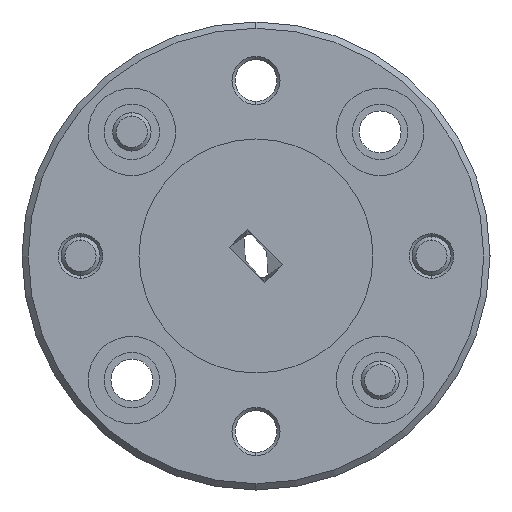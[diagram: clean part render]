
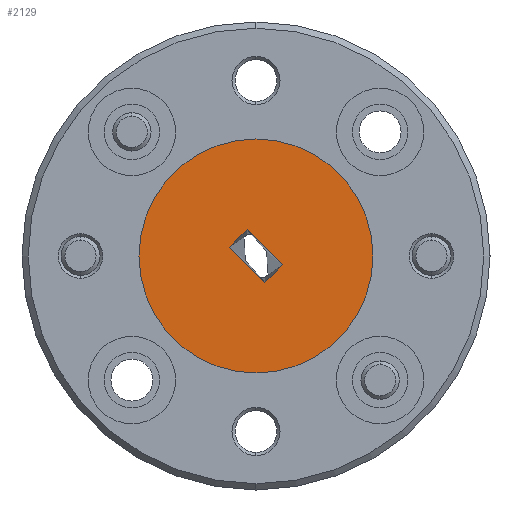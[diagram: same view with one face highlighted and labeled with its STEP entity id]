
A CAD part, left-side view. The second image highlights one B-rep face of the part: STEP entity #2129.
In plain terms, the highlighted planar face has unit normal (-1, 0, 0).
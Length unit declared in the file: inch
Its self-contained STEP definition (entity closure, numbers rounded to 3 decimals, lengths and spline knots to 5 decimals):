
#131 = DIRECTION ( 'NONE',  ( 0., 0., 1. ) ) ;
#229 = CARTESIAN_POINT ( 'NONE',  ( -1.41109, 0.76448, -0.22256 ) ) ;
#256 = EDGE_CURVE ( 'NONE', #2512, #3370, #5578, .T. ) ;
#401 = EDGE_LOOP ( 'NONE', ( #4963, #5912 ) ) ;
#741 = CARTESIAN_POINT ( 'NONE',  ( -1.41109, 0.82104, -0.16599 ) ) ;
#930 = VECTOR ( 'NONE', #6972, 39.37008 ) ;
#1077 = VERTEX_POINT ( 'NONE', #6721 ) ;
#1264 = DIRECTION ( 'NONE',  ( -1., 0., 0. ) ) ;
#1457 = DIRECTION ( 'NONE',  ( 0., 0., 1. ) ) ;
#1675 = DIRECTION ( 'NONE',  ( 0., -0.707, -0.707 ) ) ;
#1749 = ORIENTED_EDGE ( 'NONE', *, *, #3367, .F. ) ;
#1859 = DIRECTION ( 'NONE',  ( 0., -0.707, 0.707 ) ) ;
#1899 = EDGE_LOOP ( 'NONE', ( #5230, #1749, #2869, #2722 ) ) ;
#2041 = VECTOR ( 'NONE', #1675, 39.37008 ) ;
#2129 = ADVANCED_FACE ( 'NONE', ( #4364, #2807 ), #5481, .F. ) ;
#2187 = LINE ( 'NONE', #6407, #930 ) ;
#2264 = EDGE_CURVE ( 'NONE', #5544, #6993, #5683, .T. ) ;
#2512 = VERTEX_POINT ( 'NONE', #4947 ) ;
#2722 = ORIENTED_EDGE ( 'NONE', *, *, #256, .F. ) ;
#2807 = FACE_OUTER_BOUND ( 'NONE', #401, .T. ) ;
#2869 = ORIENTED_EDGE ( 'NONE', *, *, #3326, .F. ) ;
#2912 = CARTESIAN_POINT ( 'NONE',  ( -1.41109, 0.96612, -0.18013 ) ) ;
#3107 = VECTOR ( 'NONE', #1859, 39.37008 ) ;
#3326 = EDGE_CURVE ( 'NONE', #3370, #1077, #5562, .T. ) ;
#3367 = EDGE_CURVE ( 'NONE', #1077, #3532, #4513, .T. ) ;
#3370 = VERTEX_POINT ( 'NONE', #229 ) ;
#3472 = DIRECTION ( 'NONE',  ( 0., 0., 1. ) ) ;
#3482 = CARTESIAN_POINT ( 'NONE',  ( -1.41109, 0.79276, -0.1377 ) ) ;
#3532 = VERTEX_POINT ( 'NONE', #5885 ) ;
#3932 = DIRECTION ( 'NONE',  ( 0., 0.707, 0.707 ) ) ;
#3980 = AXIS2_PLACEMENT_3D ( 'NONE', #2912, #4686, #1457 ) ;
#4129 = EDGE_CURVE ( 'NONE', #3532, #2512, #2187, .T. ) ;
#4314 = AXIS2_PLACEMENT_3D ( 'NONE', #4964, #4354, #131 ) ;
#4354 = DIRECTION ( 'NONE',  ( -1., 0., 0. ) ) ;
#4364 = FACE_BOUND ( 'NONE', #1899, .T. ) ;
#4386 = CARTESIAN_POINT ( 'NONE',  ( -1.41109, 0.77862, 0.00737 ) ) ;
#4513 = LINE ( 'NONE', #3482, #6724 ) ;
#4686 = DIRECTION ( 'NONE',  ( 1., 0., 0. ) ) ;
#4694 = CARTESIAN_POINT ( 'NONE',  ( -1.41109, 0.77862, -0.36763 ) ) ;
#4947 = CARTESIAN_POINT ( 'NONE',  ( -1.41109, 0.82104, -0.16599 ) ) ;
#4963 = ORIENTED_EDGE ( 'NONE', *, *, #2264, .T. ) ;
#4964 = CARTESIAN_POINT ( 'NONE',  ( -1.41109, 0.77862, -0.18013 ) ) ;
#5033 = CARTESIAN_POINT ( 'NONE',  ( -1.41109, 0.76448, -0.22256 ) ) ;
#5230 = ORIENTED_EDGE ( 'NONE', *, *, #4129, .F. ) ;
#5470 = CIRCLE ( 'NONE', #6269, 0.1875 ) ;
#5481 = PLANE ( 'NONE',  #3980 ) ;
#5544 = VERTEX_POINT ( 'NONE', #4386 ) ;
#5562 = LINE ( 'NONE', #5033, #3107 ) ;
#5578 = LINE ( 'NONE', #741, #2041 ) ;
#5683 = CIRCLE ( 'NONE', #4314, 0.1875 ) ;
#5885 = CARTESIAN_POINT ( 'NONE',  ( -1.41109, 0.79276, -0.1377 ) ) ;
#5912 = ORIENTED_EDGE ( 'NONE', *, *, #6969, .T. ) ;
#6123 = CARTESIAN_POINT ( 'NONE',  ( -1.41109, 0.77862, -0.18013 ) ) ;
#6269 = AXIS2_PLACEMENT_3D ( 'NONE', #6123, #1264, #3472 ) ;
#6407 = CARTESIAN_POINT ( 'NONE',  ( -1.41109, 0.82104, -0.16599 ) ) ;
#6721 = CARTESIAN_POINT ( 'NONE',  ( -1.41109, 0.73619, -0.19427 ) ) ;
#6724 = VECTOR ( 'NONE', #3932, 39.37008 ) ;
#6969 = EDGE_CURVE ( 'NONE', #6993, #5544, #5470, .T. ) ;
#6972 = DIRECTION ( 'NONE',  ( 0., 0.707, -0.707 ) ) ;
#6993 = VERTEX_POINT ( 'NONE', #4694 ) ;
